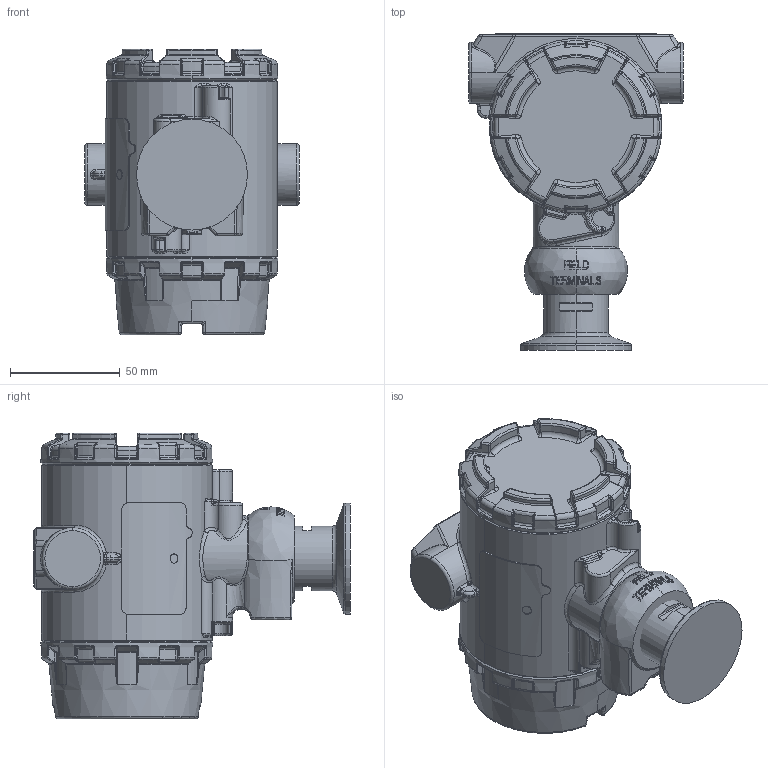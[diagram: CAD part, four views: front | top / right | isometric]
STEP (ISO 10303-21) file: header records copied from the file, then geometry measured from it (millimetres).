
FILE_DESCRIPTION((''),'2;1');
FILE_NAME('1-5INCH_TRI-CLAMP_SW0002','2015-09-23T',('johnarm'),('Rosemount Measurement Division'),'PRO/ENGINEER BY PARAMETRIC TECHNOLOGY CORPORATION, 2013430','PRO/ENGINEER BY PARAMETRIC TECHNOLOGY CORPORATION, 2013430','');
FILE_SCHEMA(('CONFIG_CONTROL_DESIGN'));
Length unit declared in the file: inch
Products named in the file (1): 1-5INCH_TRI-CLAMP_SW0002
Bounding box: 97.79 x 144.16 x 130.18 mm (x, y, z)
Surface area: 69125.8 mm2 (no closed solid volume)
Topology: 0 solids, 30 shells, 1437 faces, 3581 edges, 2126 vertices
Faces by surface type: bspline 669, cylinder 275, plane 214, torus 181, cone 58, sphere 40
Entity records: 71048 total; most frequent: CARTESIAN_POINT 42720, ORIENTED_EDGE 6665, DIRECTION 4632, EDGE_CURVE 3555, VERTEX_POINT 2126, AXIS2_PLACEMENT_3D 1986, B_SPLINE_CURVE_WITH_KNOTS 1677, EDGE_LOOP 1437
